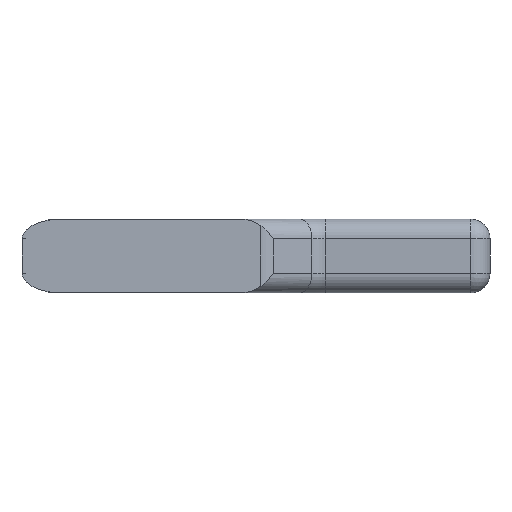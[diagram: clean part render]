
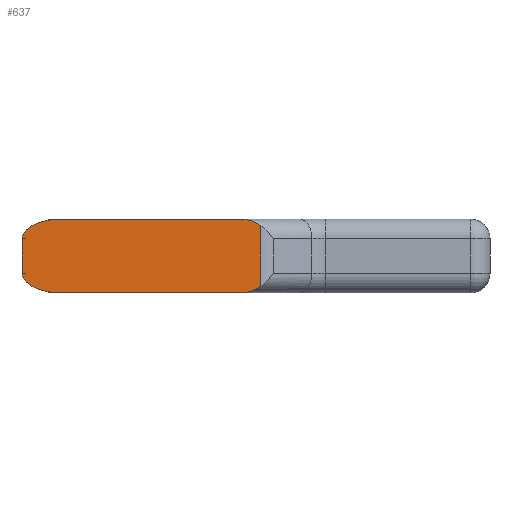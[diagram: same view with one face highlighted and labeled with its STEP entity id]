
A CAD part, front view. The second image highlights one B-rep face of the part: STEP entity #637.
In plain terms, the highlighted planar face has unit normal (0, -1, 0).
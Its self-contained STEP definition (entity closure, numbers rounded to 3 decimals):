
#215 = EDGE_CURVE('',#216,#218,#220,.T.);
#216 = VERTEX_POINT('',#217);
#217 = CARTESIAN_POINT('',(-33.555,-28.8,15.));
#218 = VERTEX_POINT('',#219);
#219 = CARTESIAN_POINT('',(-69.5,-28.8,15.));
#220 = LINE('',#221,#222);
#221 = CARTESIAN_POINT('',(-27.5,-28.8,15.));
#222 = VECTOR('',#223,1.);
#223 = DIRECTION('',(-1.,0.,0.));
#637 = ADVANCED_FACE('',(#638),#699,.T.);
#638 = FACE_BOUND('',#639,.T.);
#639 = EDGE_LOOP('',(#640,#650,#659,#667,#676,#684,#691,#692));
#640 = ORIENTED_EDGE('',*,*,#641,.F.);
#641 = EDGE_CURVE('',#642,#644,#646,.T.);
#642 = VERTEX_POINT('',#643);
#643 = CARTESIAN_POINT('',(-77.5,-28.8,4.));
#644 = VERTEX_POINT('',#645);
#645 = CARTESIAN_POINT('',(-77.5,-28.8,11.));
#646 = LINE('',#647,#648);
#647 = CARTESIAN_POINT('',(-77.5,-28.8,0.));
#648 = VECTOR('',#649,1.);
#649 = DIRECTION('',(0.,0.,1.));
#650 = ORIENTED_EDGE('',*,*,#651,.F.);
#651 = EDGE_CURVE('',#652,#642,#654,.T.);
#652 = VERTEX_POINT('',#653);
#653 = CARTESIAN_POINT('',(-69.5,-28.8,0.));
#654 = ELLIPSE('',#655,8.,4.);
#655 = AXIS2_PLACEMENT_3D('',#656,#657,#658);
#656 = CARTESIAN_POINT('',(-69.5,-28.8,4.));
#657 = DIRECTION('',(0.,1.,-0.));
#658 = DIRECTION('',(-1.,0.,0.));
#659 = ORIENTED_EDGE('',*,*,#660,.F.);
#660 = EDGE_CURVE('',#661,#652,#663,.T.);
#661 = VERTEX_POINT('',#662);
#662 = CARTESIAN_POINT('',(-33.555,-28.8,0.));
#663 = LINE('',#664,#665);
#664 = CARTESIAN_POINT('',(-27.5,-28.8,0.));
#665 = VECTOR('',#666,1.);
#666 = DIRECTION('',(-1.,0.,0.));
#667 = ORIENTED_EDGE('',*,*,#668,.F.);
#668 = EDGE_CURVE('',#669,#661,#671,.T.);
#669 = VERTEX_POINT('',#670);
#670 = CARTESIAN_POINT('',(-29.009,-28.8,1.357));
#671 = ELLIPSE('',#672,6.055,4.);
#672 = AXIS2_PLACEMENT_3D('',#673,#674,#675);
#673 = CARTESIAN_POINT('',(-33.555,-28.8,4.));
#674 = DIRECTION('',(-0.,1.,0.));
#675 = DIRECTION('',(1.,0.,0.));
#676 = ORIENTED_EDGE('',*,*,#677,.T.);
#677 = EDGE_CURVE('',#669,#678,#680,.T.);
#678 = VERTEX_POINT('',#679);
#679 = CARTESIAN_POINT('',(-29.009,-28.8,13.643));
#680 = LINE('',#681,#682);
#681 = CARTESIAN_POINT('',(-29.009,-28.8,0.));
#682 = VECTOR('',#683,1.);
#683 = DIRECTION('',(0.,0.,1.));
#684 = ORIENTED_EDGE('',*,*,#685,.T.);
#685 = EDGE_CURVE('',#678,#216,#686,.T.);
#686 = ELLIPSE('',#687,6.055,4.);
#687 = AXIS2_PLACEMENT_3D('',#688,#689,#690);
#688 = CARTESIAN_POINT('',(-33.555,-28.8,11.));
#689 = DIRECTION('',(0.,-1.,0.));
#690 = DIRECTION('',(1.,0.,0.));
#691 = ORIENTED_EDGE('',*,*,#215,.T.);
#692 = ORIENTED_EDGE('',*,*,#693,.T.);
#693 = EDGE_CURVE('',#218,#644,#694,.T.);
#694 = ELLIPSE('',#695,8.,4.);
#695 = AXIS2_PLACEMENT_3D('',#696,#697,#698);
#696 = CARTESIAN_POINT('',(-69.5,-28.8,11.));
#697 = DIRECTION('',(0.,-1.,0.));
#698 = DIRECTION('',(-1.,0.,0.));
#699 = PLANE('',#700);
#700 = AXIS2_PLACEMENT_3D('',#701,#702,#703);
#701 = CARTESIAN_POINT('',(-27.5,-28.8,0.));
#702 = DIRECTION('',(0.,-1.,0.));
#703 = DIRECTION('',(-1.,0.,0.));
